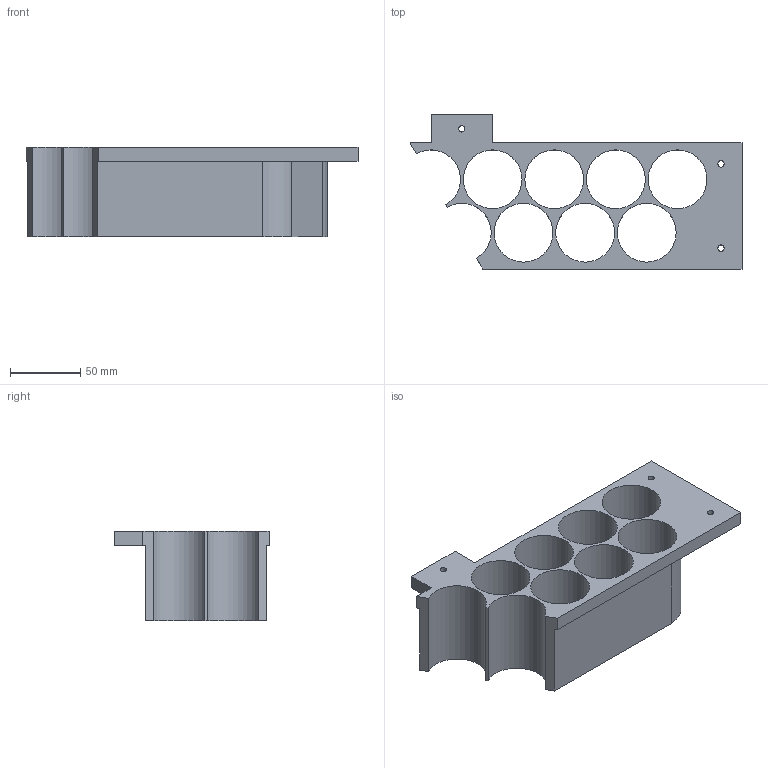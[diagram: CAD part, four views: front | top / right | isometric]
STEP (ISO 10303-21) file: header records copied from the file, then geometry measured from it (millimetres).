
FILE_DESCRIPTION(/* description */ (''),/* implementation_level */ '2;1');
FILE_NAME(/* name */ 'Capacitor maxtrix half 1 left side_.step',/* time_stamp */ '2024-04-02T23:27:15-05:00',/* author */ (''),/* organization */ (''),/* preprocessor_version */ 'ST-DEVELOPER v20',/* originating_system */ 'Autodesk Translation Framework v12.20.1.177',/* authorisation */ '');
FILE_SCHEMA (('AUTOMOTIVE_DESIGN { 1 0 10303 214 3 1 1 }'));
Length unit declared in the file: millimetre
Products named in the file (1): Capacitor maxtrix right half side 2
Bounding box: 237.01 x 110.11 x 64 mm (x, y, z)
Volume: 309584.6 mm3; surface area: 116230.3 mm2
Topology: 1 solids, 1 shells, 37 faces, 96 edges, 63 vertices
Faces by surface type: plane 18, cylinder 16, cone 3
Full cylindrical faces by diameter (mm): 4.5 x5, 42 x7
Entity records: 1214 total; most frequent: DIRECTION 207, CARTESIAN_POINT 197, ORIENTED_EDGE 192, EDGE_CURVE 96, AXIS2_PLACEMENT_3D 73, VERTEX_POINT 63, LINE 61, VECTOR 61
